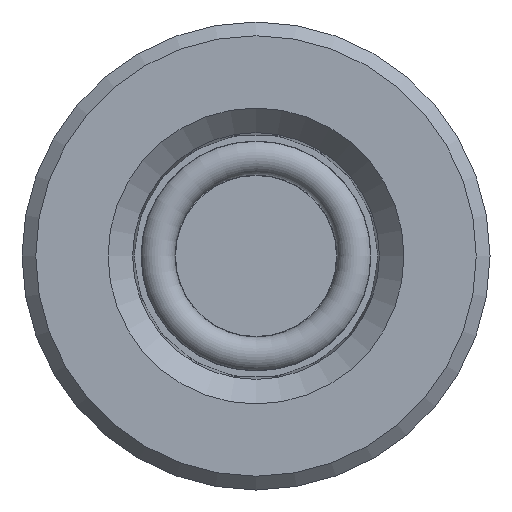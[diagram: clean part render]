
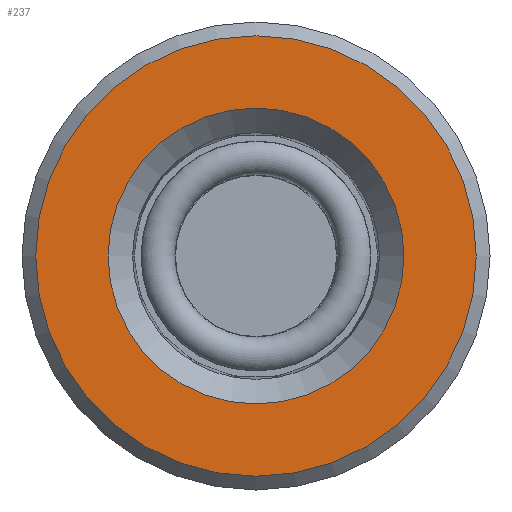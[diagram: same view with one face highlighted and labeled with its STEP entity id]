
A CAD part, left-side view. The second image highlights one B-rep face of the part: STEP entity #237.
In plain terms, the highlighted planar face has unit normal (-1, 0, 0).
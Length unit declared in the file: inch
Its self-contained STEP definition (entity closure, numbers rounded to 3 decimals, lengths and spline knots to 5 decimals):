
#33=PLANE('',#275);
#48=FACE_BOUND('',#104,.T.);
#69=FACE_OUTER_BOUND('',#103,.T.);
#103=EDGE_LOOP('',(#203));
#104=EDGE_LOOP('',(#204));
#129=CIRCLE('',#274,0.43);
#130=CIRCLE('',#276,0.64);
#149=VERTEX_POINT('',#414);
#150=VERTEX_POINT('',#417);
#169=EDGE_CURVE('',#149,#149,#129,.T.);
#170=EDGE_CURVE('',#150,#150,#130,.T.);
#203=ORIENTED_EDGE('',*,*,#170,.F.);
#204=ORIENTED_EDGE('',*,*,#169,.T.);
#237=ADVANCED_FACE('',(#69,#48),#33,.T.);
#274=AXIS2_PLACEMENT_3D('',#415,#346,#347);
#275=AXIS2_PLACEMENT_3D('',#416,#348,#349);
#276=AXIS2_PLACEMENT_3D('',#418,#350,#351);
#346=DIRECTION('center_axis',(1.,0.,0.));
#347=DIRECTION('ref_axis',(0.,1.,0.));
#348=DIRECTION('center_axis',(-1.,0.,0.));
#349=DIRECTION('ref_axis',(0.,0.,1.));
#350=DIRECTION('center_axis',(1.,0.,0.));
#351=DIRECTION('ref_axis',(0.,-1.,0.));
#414=CARTESIAN_POINT('',(-0.329,0.43,0.));
#415=CARTESIAN_POINT('Origin',(-0.329,0.,0.));
#416=CARTESIAN_POINT('Origin',(-0.329,0.34,0.));
#417=CARTESIAN_POINT('',(-0.329,0.64,0.));
#418=CARTESIAN_POINT('Origin',(-0.329,0.,0.));
